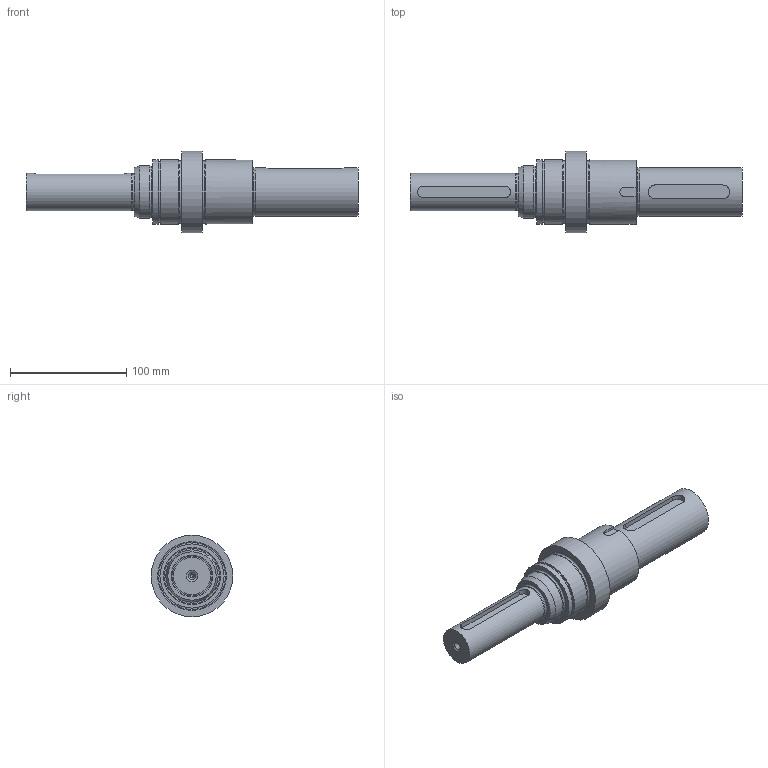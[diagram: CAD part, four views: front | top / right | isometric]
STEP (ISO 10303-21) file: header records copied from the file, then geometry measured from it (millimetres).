
FILE_DESCRIPTION(/* description */ (''),/* implementation_level */ '2;1');
FILE_NAME(/* name */ 'shaft_5.stp',/* time_stamp */ '2025-10-16T14:44:45Z',/* author */ ('Administrator'),/* organization */ (''),/* preprocessor_version */ 'ST-DEVELOPER v20.1',/* originating_system */ 'Autodesk Inventor 2026',/* authorisation */ '');
FILE_SCHEMA (('AUTOMOTIVE_DESIGN { 1 0 10303 214 3 1 1 }'));
Length unit declared in the file: millimetre
Products named in the file (1): 5
Bounding box: 285.3 x 70 x 70 mm (x, y, z)
Volume: 445709.7 mm3; surface area: 48882.2 mm2
Topology: 1 solids, 1 shells, 51 faces, 117 edges, 77 vertices
Faces by surface type: plane 18, cone 14, cylinder 14, torus 5
Full cylindrical faces by diameter (mm): 3.15 x1, 32 x1, 42 x1, 45 x1, 52 x1, 55 x3, 70 x1
Entity records: 1573 total; most frequent: CARTESIAN_POINT 335, DIRECTION 268, ORIENTED_EDGE 232, EDGE_CURVE 116, AXIS2_PLACEMENT_3D 110, VERTEX_POINT 77, EDGE_LOOP 61, CIRCLE 58
